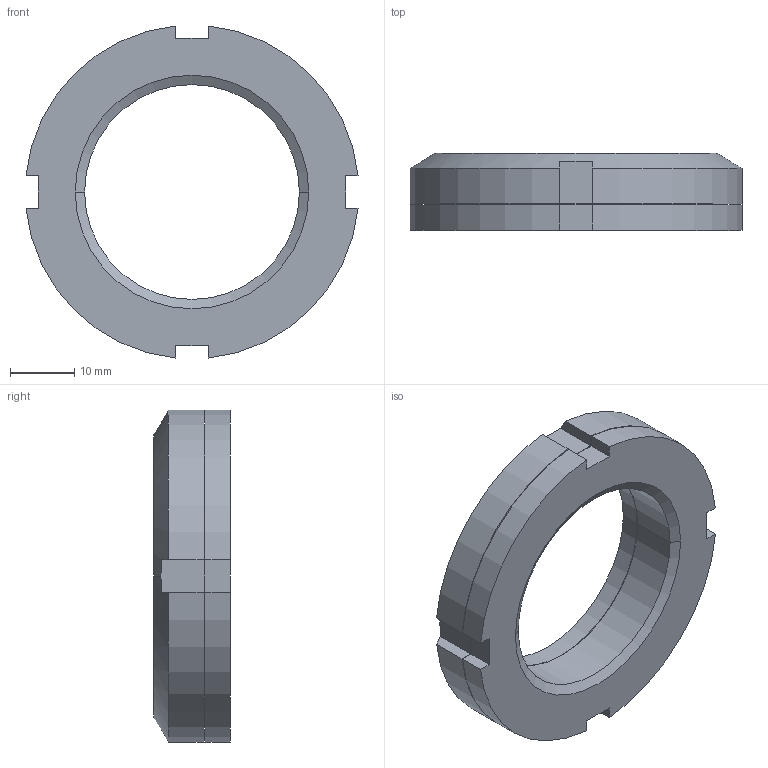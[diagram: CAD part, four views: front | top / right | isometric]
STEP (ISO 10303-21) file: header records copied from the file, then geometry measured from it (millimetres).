
FILE_DESCRIPTION((''),'2;1');
FILE_NAME('1RTHN0353____0','2019-10-29T15:31:13',('kim.bk'),(''),'CREO PARAMETRIC BY PTC INC, 2019010','CREO PARAMETRIC BY PTC INC, 2019010','');
FILE_SCHEMA(('CONFIG_CONTROL_DESIGN'));
Length unit declared in the file: millimetre
Products named in the file (1): 1RTHN0353____0
Bounding box: 51.76 x 12 x 51.76 mm (x, y, z)
Volume: 13527.1 mm3; surface area: 8681.6 mm2
Topology: 2 solids, 2 shells, 411 faces, 1163 edges, 774 vertices
Faces by surface type: plane 389, cylinder 12, cone 10
Entity records: 13131 total; most frequent: CARTESIAN_POINT 2400, ORIENTED_EDGE 2326, DIRECTION 2009, EDGE_CURVE 1163, VECTOR 1111, LINE 1111, VERTEX_POINT 774, AXIS2_PLACEMENT_3D 449
